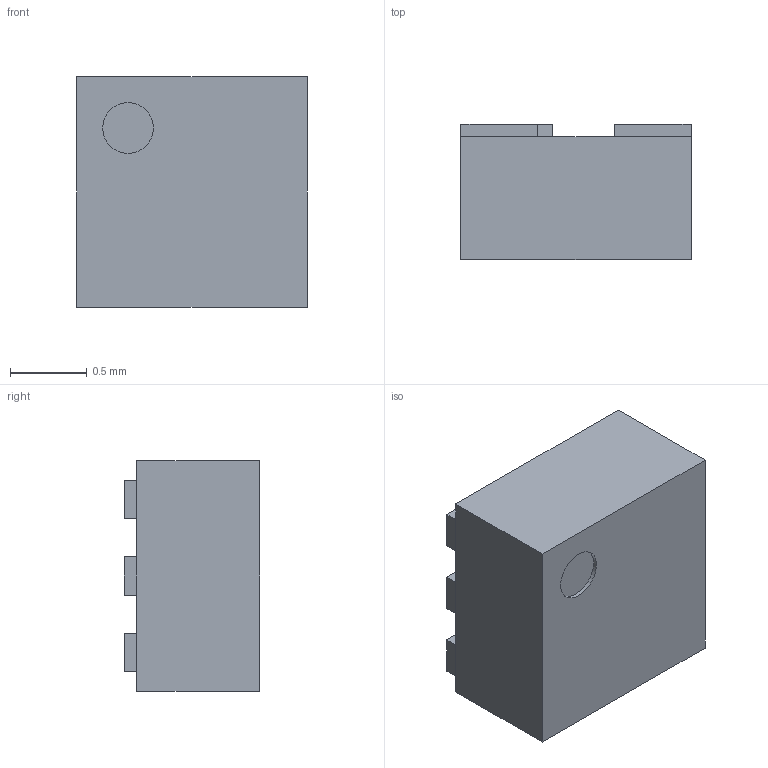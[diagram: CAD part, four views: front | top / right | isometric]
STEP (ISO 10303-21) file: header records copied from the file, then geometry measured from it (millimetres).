
FILE_DESCRIPTION(/* description */ (''),/* implementation_level */ '2;1');
FILE_NAME(/* name */ 'TPS610982x.step',/* time_stamp */ '2022-03-22T01:24:41-06:00',/* author */ (''),/* organization */ (''),/* preprocessor_version */ 'ST-DEVELOPER v18.1',/* originating_system */ 'Autodesk Translation Framework v10.13.0.1454',/* authorisation */ '');
FILE_SCHEMA (('AUTOMOTIVE_DESIGN { 1 0 10303 214 3 1 1 }'));
Length unit declared in the file: millimetre
Products named in the file (1): TPS610982x
Bounding box: 1.5 x 0.88 x 1.5 mm (x, y, z)
Volume: 1.9 mm3; surface area: 11.6 mm2
Topology: 7 solids, 7 shells, 45 faces, 90 edges, 60 vertices
Faces by surface type: plane 44, cylinder 1
Full cylindrical faces by diameter (mm): 0.33 x1
Entity records: 1180 total; most frequent: CARTESIAN_POINT 196, DIRECTION 184, ORIENTED_EDGE 180, EDGE_CURVE 90, LINE 88, VECTOR 88, VERTEX_POINT 60, AXIS2_PLACEMENT_3D 48
